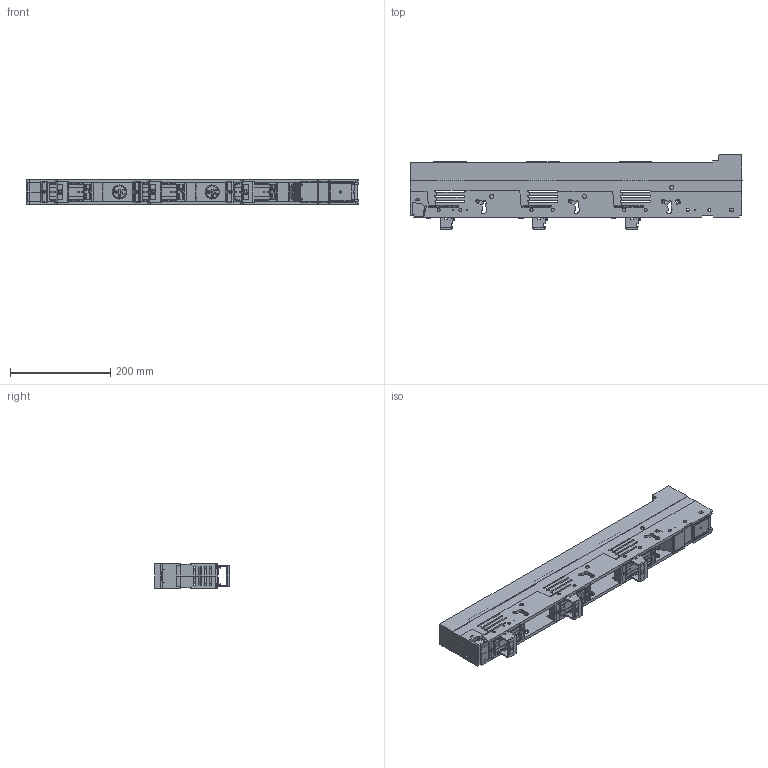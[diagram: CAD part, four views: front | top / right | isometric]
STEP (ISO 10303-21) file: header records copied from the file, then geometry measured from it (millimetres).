
FILE_DESCRIPTION((''),'2;1');
FILE_NAME('ASM0001_ASM','2023-03-16T14:55:27',('klemen.sitar'),('Audax d.o.o.'),'CREO PARAMETRIC BY PTC INC, 2021304','CREO PARAMETRIC BY PTC INC, 2021304','');
FILE_SCHEMA(('AP242_MANAGED_MODEL_BASED_3D_ENGINEERING_MIM_LF { 1 0 10303 442 1 1 4 }'));
Products named in the file (44): 33957_98_TRAEGERTEIL_SL00_185_1; 153252_L_ANSCHLUSSSCHIENE_L1__1; 153253_L_ANSCHLUSSSCHIENE_L2_1_; 65716_SECHSKANTSCHRAUBE_MIT_R_1; 153254_L_ANSCHLUSSSCHIENE_L3__1; 158504_02_L_SAMMELSCHIENENKON_1; 158504_03_L_SAMMELSCHIENENKON_1; 804682_L_NH_LEISTENUNTERTEIL__1_ASM; KOERPER_100_1_1_1; KOERPER_100_2_1_1; KOERPER_100_3_1_1; 33941_98_LEISTENDECKEL_ABGESP_1_ASM; 33787_SCHEIBE_1_1; 33954_98_VERRIEGELUNG_ABGESPE_1; 33960_98_ANSCHLUSSRAUMKLAPPE__1; 33959_98_SEITENWAND_LINKS_ABG_1; 33942_L02_GRIFF_1_1; 804683_L_NH_LEISTENOBERTEIL_K_1_ASM; PRT0112_1_1; PRT0113_1_1_1_1; PRT0113_1_2_1_1; PRT0113_1_3_1_1; PRT0113_1_ASM_1_ASM_1_ASM; WL-BASE_1_1_1_1; ASM0091_ASM_1_ASM_1_ASM_1_ASM; ASM0092_ASM_1_ASM_1_ASM; PRT0113_1_1_2_1_1_1; PRT0113_1_1_2_2_1_1; PRT0113_1_1_2_3_1_1; PRT0113_1_1_2_ASM_1_ASM_1_ASM; WL-BASE_1_1_1_1_1; ASM0091_ASM_1_1_ASM_1_ASM_1_ASM; ASM0093_ASM_1_ASM_1_ASM; PRT0113_1_1_2_3_4_1_1_1; PRT0113_1_1_2_3_4_2_1_1; PRT0113_1_1_2_3_4_3_1_1; PRT0113_1_1_2_3_4_ASM_1_ASM_1_ASM; WL-BASE_1_1_2_1_1; ASM0091_ASM_1_1_2_ASM_1_ASM_1_ASM; ASM0094_ASM_1_ASM_1_ASM ...
Assembly tree (53 placements, depth 8):
  ASM0001_ASM
    ASM0002_ASM
      001692010_SL00_1P_M8_ASM_1_ASM
        SL00_3X_185_F_ASM_1_ASM_1_ASM
          804682_L_NH_LEISTENUNTERTEIL__1_ASM
            33957_98_TRAEGERTEIL_SL00_185_1
            153252_L_ANSCHLUSSSCHIENE_L1__1
            153253_L_ANSCHLUSSSCHIENE_L2_1_
            65716_SECHSKANTSCHRAUBE_MIT_R_1  x3
            153254_L_ANSCHLUSSSCHIENE_L3__1
            158504_02_L_SAMMELSCHIENENKON_1  x2
            158504_03_L_SAMMELSCHIENENKON_1
          804683_L_NH_LEISTENOBERTEIL_K_1_ASM
            33941_98_LEISTENDECKEL_ABGESP_1_ASM  x3
              KOERPER_100_1_1_1
              KOERPER_100_2_1_1
              KOERPER_100_3_1_1
            33787_SCHEIBE_1_1  x3
            33954_98_VERRIEGELUNG_ABGESPE_1  x2
            33960_98_ANSCHLUSSRAUMKLAPPE__1
            33959_98_SEITENWAND_LINKS_ABG_1
            33942_L02_GRIFF_1_1  x3
          PRT0112_1_1
          ASM0092_ASM_1_ASM_1_ASM
            ASM0091_ASM_1_ASM_1_ASM_1_ASM
              PRT0113_1_ASM_1_ASM_1_ASM
                PRT0113_1_1_1_1
                PRT0113_1_2_1_1
                PRT0113_1_3_1_1
              WL-BASE_1_1_1_1
          ASM0093_ASM_1_ASM_1_ASM
            ASM0091_ASM_1_1_ASM_1_ASM_1_ASM
              PRT0113_1_1_2_ASM_1_ASM_1_ASM
                PRT0113_1_1_2_1_1_1
                PRT0113_1_1_2_2_1_1
                PRT0113_1_1_2_3_1_1
              WL-BASE_1_1_1_1_1
          ASM0094_ASM_1_ASM_1_ASM
            ASM0091_ASM_1_1_2_ASM_1_ASM_1_ASM
              PRT0113_1_1_2_3_4_ASM_1_ASM_1_ASM
                PRT0113_1_1_2_3_4_1_1_1
                PRT0113_1_1_2_3_4_2_1_1
                PRT0113_1_1_2_3_4_3_1_1
              WL-BASE_1_1_2_1_1
Bounding box: 662.32 x 149.51 x 49.6 mm (x, y, z)
Volume: 1394595.7 mm3; surface area: 573060.4 mm2
Topology: 42 solids, 42 shells, 4841 faces, 13755 edges, 8878 vertices
Faces by surface type: plane 2930, cylinder 1266, cone 240, sphere 173, bspline 169, torus 57, extrusion 6
Entity records: 131333 total; most frequent: CARTESIAN_POINT 22322, ORIENTED_EDGE 15184, DIRECTION 13831, PRESENTATION_STYLE_ASSIGNMENT 8467, STYLED_ITEM 7620, CURVE_STYLE 7592, EDGE_CURVE 7592, VECTOR 5457
